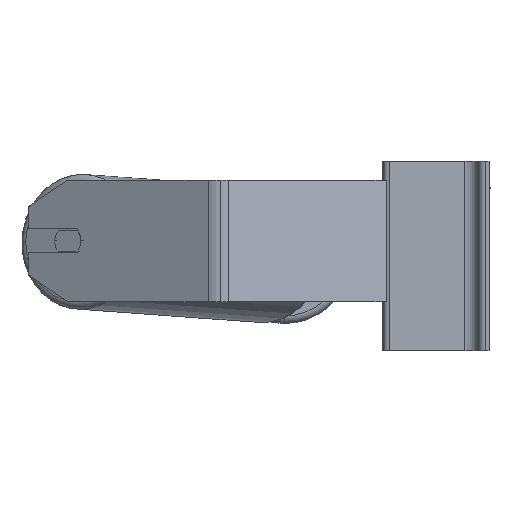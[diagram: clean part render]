
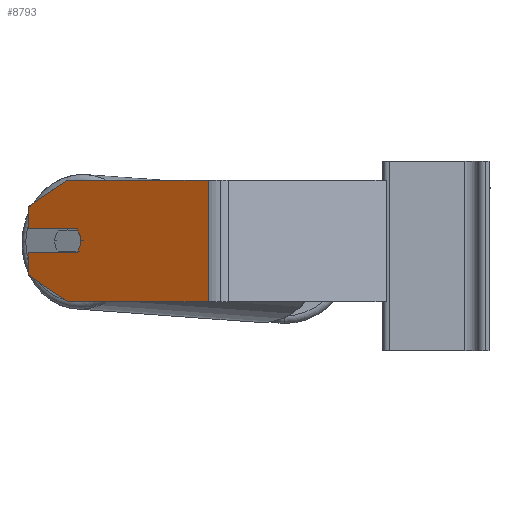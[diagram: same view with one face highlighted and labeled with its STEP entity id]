
A CAD part, left-side view. The second image highlights one B-rep face of the part: STEP entity #8793.
In plain terms, the highlighted planar face has unit normal (-0.866, 0.5, 0).
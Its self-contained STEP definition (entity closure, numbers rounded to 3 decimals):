
#134 = DIRECTION ( 'NONE',  ( 0.5, 0.866, 0. ) ) ;
#143 = EDGE_CURVE ( 'NONE', #4797, #1545, #10393, .T. ) ;
#495 = DIRECTION ( 'NONE',  ( 0., 0., -1. ) ) ;
#654 = CARTESIAN_POINT ( 'NONE',  ( -400.723, 217.075, 10. ) ) ;
#864 = CIRCLE ( 'NONE', #6878, 10. ) ;
#996 = FACE_OUTER_BOUND ( 'NONE', #4336, .T. ) ;
#1208 = EDGE_CURVE ( 'NONE', #5725, #10066, #3755, .T. ) ;
#1213 = EDGE_CURVE ( 'NONE', #3699, #4517, #7190, .T. ) ;
#1391 = CARTESIAN_POINT ( 'NONE',  ( -449.126, 133.239, 50. ) ) ;
#1545 = VERTEX_POINT ( 'NONE', #5338 ) ;
#1619 = VERTEX_POINT ( 'NONE', #3797 ) ;
#1626 = VERTEX_POINT ( 'NONE', #6247 ) ;
#1654 = DIRECTION ( 'NONE',  ( 0.866, -0.5, 0. ) ) ;
#1686 = VECTOR ( 'NONE', #2016, 1000. ) ;
#1788 = ORIENTED_EDGE ( 'NONE', *, *, #2573, .T. ) ;
#1839 = ORIENTED_EDGE ( 'NONE', *, *, #143, .T. ) ;
#2016 = DIRECTION ( 'NONE',  ( 0.5, 0.866, 0. ) ) ;
#2135 = ORIENTED_EDGE ( 'NONE', *, *, #4251, .F. ) ;
#2236 = DIRECTION ( 'NONE',  ( -0.433, -0.75, -0.5 ) ) ;
#2254 = VERTEX_POINT ( 'NONE', #3914 ) ;
#2292 = LINE ( 'NONE', #10459, #7044 ) ;
#2320 = CIRCLE ( 'NONE', #5395, 10. ) ;
#2538 = ORIENTED_EDGE ( 'NONE', *, *, #9150, .T. ) ;
#2573 = EDGE_CURVE ( 'NONE', #1626, #2254, #2292, .T. ) ;
#2582 = LINE ( 'NONE', #8211, #9139 ) ;
#2735 = EDGE_CURVE ( 'NONE', #3699, #1626, #9697, .T. ) ;
#2890 = DIRECTION ( 'NONE',  ( -0.5, -0.866, 0. ) ) ;
#2925 = CARTESIAN_POINT ( 'NONE',  ( -380.723, 251.716, 50. ) ) ;
#2977 = LINE ( 'NONE', #2925, #3521 ) ;
#3105 = CARTESIAN_POINT ( 'NONE',  ( -380.723, 251.716, 32.679 ) ) ;
#3156 = VERTEX_POINT ( 'NONE', #8016 ) ;
#3455 = AXIS2_PLACEMENT_3D ( 'NONE', #7357, #1654, #134 ) ;
#3521 = VECTOR ( 'NONE', #10224, 1000. ) ;
#3556 = VECTOR ( 'NONE', #495, 1000. ) ;
#3594 = EDGE_CURVE ( 'NONE', #1619, #4797, #2582, .T. ) ;
#3644 = CARTESIAN_POINT ( 'NONE',  ( -380.723, 251.716, 2. ) ) ;
#3651 = CARTESIAN_POINT ( 'NONE',  ( -449.126, 133.239, -30. ) ) ;
#3699 = VERTEX_POINT ( 'NONE', #3644 ) ;
#3755 = LINE ( 'NONE', #1391, #4940 ) ;
#3797 = CARTESIAN_POINT ( 'NONE',  ( -395.723, 225.735, 50. ) ) ;
#3914 = CARTESIAN_POINT ( 'NONE',  ( -395.723, 225.735, -30. ) ) ;
#4227 = ORIENTED_EDGE ( 'NONE', *, *, #1213, .F. ) ;
#4251 = EDGE_CURVE ( 'NONE', #1619, #5725, #2977, .T. ) ;
#4336 = EDGE_LOOP ( 'NONE', ( #7335, #1788, #2538, #5517, #2135, #6051, #1839, #7383, #8351, #8322, #4227 ) ) ;
#4517 = VERTEX_POINT ( 'NONE', #10009 ) ;
#4552 = DIRECTION ( 'NONE',  ( -0.866, 0.5, 0. ) ) ;
#4631 = VECTOR ( 'NONE', #4907, 1000. ) ;
#4797 = VERTEX_POINT ( 'NONE', #3105 ) ;
#4907 = DIRECTION ( 'NONE',  ( -0.5, -0.866, 0. ) ) ;
#4940 = VECTOR ( 'NONE', #5516, 1000. ) ;
#4952 = EDGE_CURVE ( 'NONE', #4517, #6204, #2320, .T. ) ;
#5295 = CARTESIAN_POINT ( 'NONE',  ( -395.723, 225.735, 10. ) ) ;
#5338 = CARTESIAN_POINT ( 'NONE',  ( -380.723, 251.716, 18. ) ) ;
#5395 = AXIS2_PLACEMENT_3D ( 'NONE', #6946, #8553, #6834 ) ;
#5516 = DIRECTION ( 'NONE',  ( 0., 0., -1. ) ) ;
#5517 = ORIENTED_EDGE ( 'NONE', *, *, #1208, .F. ) ;
#5626 = VECTOR ( 'NONE', #2890, 1000. ) ;
#5713 = DIRECTION ( 'NONE',  ( 0., 0., -1. ) ) ;
#5725 = VERTEX_POINT ( 'NONE', #7887 ) ;
#6051 = ORIENTED_EDGE ( 'NONE', *, *, #3594, .T. ) ;
#6057 = EDGE_CURVE ( 'NONE', #3156, #1545, #6082, .T. ) ;
#6082 = LINE ( 'NONE', #9361, #1686 ) ;
#6204 = VERTEX_POINT ( 'NONE', #654 ) ;
#6247 = CARTESIAN_POINT ( 'NONE',  ( -380.723, 251.716, -12.679 ) ) ;
#6834 = DIRECTION ( 'NONE',  ( -0.5, -0.866, 0. ) ) ;
#6878 = AXIS2_PLACEMENT_3D ( 'NONE', #5295, #4552, #8577 ) ;
#6946 = CARTESIAN_POINT ( 'NONE',  ( -395.723, 225.735, 10. ) ) ;
#7044 = VECTOR ( 'NONE', #2236, 1000. ) ;
#7190 = LINE ( 'NONE', #8847, #5626 ) ;
#7335 = ORIENTED_EDGE ( 'NONE', *, *, #2735, .T. ) ;
#7337 = CARTESIAN_POINT ( 'NONE',  ( -380.723, 251.716, 50. ) ) ;
#7357 = CARTESIAN_POINT ( 'NONE',  ( -380.723, 251.716, 50. ) ) ;
#7383 = ORIENTED_EDGE ( 'NONE', *, *, #6057, .F. ) ;
#7450 = CARTESIAN_POINT ( 'NONE',  ( -380.723, 251.716, -30. ) ) ;
#7868 = CARTESIAN_POINT ( 'NONE',  ( -380.723, 251.716, 50. ) ) ;
#7887 = CARTESIAN_POINT ( 'NONE',  ( -449.126, 133.239, 50. ) ) ;
#8016 = CARTESIAN_POINT ( 'NONE',  ( -398.723, 220.539, 18. ) ) ;
#8099 = LINE ( 'NONE', #7450, #4631 ) ;
#8211 = CARTESIAN_POINT ( 'NONE',  ( -380.723, 251.716, 32.679 ) ) ;
#8322 = ORIENTED_EDGE ( 'NONE', *, *, #4952, .F. ) ;
#8351 = ORIENTED_EDGE ( 'NONE', *, *, #10074, .F. ) ;
#8553 = DIRECTION ( 'NONE',  ( -0.866, 0.5, 0. ) ) ;
#8577 = DIRECTION ( 'NONE',  ( -0.5, -0.866, 0. ) ) ;
#8793 = ADVANCED_FACE ( 'NONE', ( #996 ), #9126, .F. ) ;
#8847 = CARTESIAN_POINT ( 'NONE',  ( -380.723, 251.716, 2. ) ) ;
#9126 = PLANE ( 'NONE',  #3455 ) ;
#9139 = VECTOR ( 'NONE', #10581, 1000. ) ;
#9150 = EDGE_CURVE ( 'NONE', #2254, #10066, #8099, .T. ) ;
#9361 = CARTESIAN_POINT ( 'NONE',  ( -380.723, 251.716, 18. ) ) ;
#9697 = LINE ( 'NONE', #7337, #10127 ) ;
#10009 = CARTESIAN_POINT ( 'NONE',  ( -398.723, 220.539, 2. ) ) ;
#10066 = VERTEX_POINT ( 'NONE', #3651 ) ;
#10074 = EDGE_CURVE ( 'NONE', #6204, #3156, #864, .T. ) ;
#10127 = VECTOR ( 'NONE', #5713, 1000. ) ;
#10224 = DIRECTION ( 'NONE',  ( -0.5, -0.866, 0. ) ) ;
#10393 = LINE ( 'NONE', #7868, #3556 ) ;
#10459 = CARTESIAN_POINT ( 'NONE',  ( -395.723, 225.735, -30. ) ) ;
#10581 = DIRECTION ( 'NONE',  ( 0.433, 0.75, -0.5 ) ) ;
